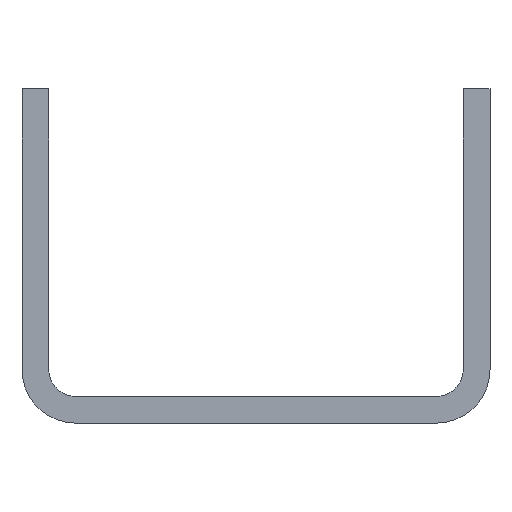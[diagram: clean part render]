
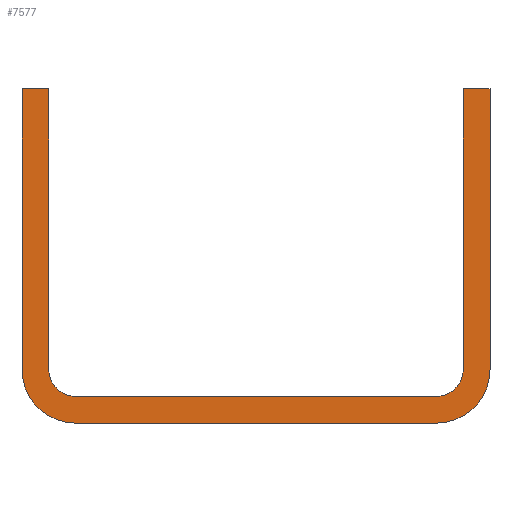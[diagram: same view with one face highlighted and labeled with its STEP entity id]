
A CAD part, front view. The second image highlights one B-rep face of the part: STEP entity #7577.
In plain terms, the highlighted planar face has unit normal (0, -1, 0).
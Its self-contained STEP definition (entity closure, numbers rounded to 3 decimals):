
#2=DIRECTION('',(0.,0.,-1.));
#3=VECTOR('',#2,42.);
#4=CARTESIAN_POINT('',(35.,0.,25.));
#5=LINE('',#4,#3);
#6=CARTESIAN_POINT('',(27.,0.,-17.));
#7=DIRECTION('',(0.,1.,0.));
#8=DIRECTION('',(1.,0.,0.));
#9=AXIS2_PLACEMENT_3D('',#6,#7,#8);
#11=DIRECTION('',(-1.,0.,0.));
#12=VECTOR('',#11,54.);
#13=CARTESIAN_POINT('',(27.,0.,-25.));
#14=LINE('',#13,#12);
#15=CARTESIAN_POINT('',(-27.,0.,-17.));
#16=DIRECTION('',(0.,1.,0.));
#17=DIRECTION('',(0.,0.,-1.));
#18=AXIS2_PLACEMENT_3D('',#15,#16,#17);
#20=DIRECTION('',(0.,0.,1.));
#21=VECTOR('',#20,42.);
#22=CARTESIAN_POINT('',(-35.,0.,-17.));
#23=LINE('',#22,#21);
#24=DIRECTION('',(1.,0.,0.));
#25=VECTOR('',#24,4.);
#26=CARTESIAN_POINT('',(-35.,0.,25.));
#27=LINE('',#26,#25);
#28=DIRECTION('',(0.,0.,-1.));
#29=VECTOR('',#28,42.);
#30=CARTESIAN_POINT('',(-31.,0.,25.));
#31=LINE('',#30,#29);
#32=CARTESIAN_POINT('',(-27.,0.,-17.));
#33=DIRECTION('',(0.,-1.,0.));
#34=DIRECTION('',(-1.,0.,0.));
#35=AXIS2_PLACEMENT_3D('',#32,#33,#34);
#37=DIRECTION('',(1.,0.,0.));
#38=VECTOR('',#37,54.);
#39=CARTESIAN_POINT('',(-27.,0.,-21.));
#40=LINE('',#39,#38);
#41=CARTESIAN_POINT('',(27.,0.,-17.));
#42=DIRECTION('',(0.,-1.,0.));
#43=DIRECTION('',(0.,0.,-1.));
#44=AXIS2_PLACEMENT_3D('',#41,#42,#43);
#46=DIRECTION('',(0.,0.,1.));
#47=VECTOR('',#46,42.);
#48=CARTESIAN_POINT('',(31.,0.,-17.));
#49=LINE('',#48,#47);
#50=DIRECTION('',(1.,0.,0.));
#51=VECTOR('',#50,4.);
#52=CARTESIAN_POINT('',(31.,0.,25.));
#53=LINE('',#52,#51);
#5770=CARTESIAN_POINT('',(35.,0.,25.));
#5771=CARTESIAN_POINT('',(35.,0.,-17.));
#5772=VERTEX_POINT('',#5770);
#5773=VERTEX_POINT('',#5771);
#5774=CARTESIAN_POINT('',(27.,0.,-25.));
#5775=VERTEX_POINT('',#5774);
#5776=CARTESIAN_POINT('',(-27.,0.,-25.));
#5777=VERTEX_POINT('',#5776);
#5778=CARTESIAN_POINT('',(-35.,0.,-17.));
#5779=VERTEX_POINT('',#5778);
#5780=CARTESIAN_POINT('',(-35.,0.,25.));
#5781=VERTEX_POINT('',#5780);
#5782=CARTESIAN_POINT('',(-31.,0.,25.));
#5783=VERTEX_POINT('',#5782);
#5784=CARTESIAN_POINT('',(-31.,0.,-17.));
#5785=VERTEX_POINT('',#5784);
#5786=CARTESIAN_POINT('',(-27.,0.,-21.));
#5787=VERTEX_POINT('',#5786);
#5788=CARTESIAN_POINT('',(27.,0.,-21.));
#5789=VERTEX_POINT('',#5788);
#5790=CARTESIAN_POINT('',(31.,0.,-17.));
#5791=VERTEX_POINT('',#5790);
#5792=CARTESIAN_POINT('',(31.,0.,25.));
#5793=VERTEX_POINT('',#5792);
#7546=CARTESIAN_POINT('',(0.,0.,0.));
#7547=DIRECTION('',(0.,1.,0.));
#7548=DIRECTION('',(1.,0.,0.));
#7549=AXIS2_PLACEMENT_3D('',#7546,#7547,#7548);
#7550=PLANE('',#7549);
#7552=ORIENTED_EDGE('',*,*,#7551,.T.);
#7554=ORIENTED_EDGE('',*,*,#7553,.T.);
#7556=ORIENTED_EDGE('',*,*,#7555,.T.);
#7558=ORIENTED_EDGE('',*,*,#7557,.T.);
#7560=ORIENTED_EDGE('',*,*,#7559,.T.);
#7562=ORIENTED_EDGE('',*,*,#7561,.T.);
#7564=ORIENTED_EDGE('',*,*,#7563,.T.);
#7566=ORIENTED_EDGE('',*,*,#7565,.T.);
#7568=ORIENTED_EDGE('',*,*,#7567,.T.);
#7570=ORIENTED_EDGE('',*,*,#7569,.T.);
#7572=ORIENTED_EDGE('',*,*,#7571,.T.);
#7574=ORIENTED_EDGE('',*,*,#7573,.T.);
#7575=EDGE_LOOP('',(#7552,#7554,#7556,#7558,#7560,#7562,#7564,#7566,#7568,#7570,
#7572,#7574));
#7576=FACE_OUTER_BOUND('',#7575,.F.);
#7577=ADVANCED_FACE('',(#7576),#7550,.F.);
#10=CIRCLE('',#9,8.);
#19=CIRCLE('',#18,8.);
#36=CIRCLE('',#35,4.);
#45=CIRCLE('',#44,4.);
#7551=EDGE_CURVE('',#5772,#5773,#5,.T.);
#7553=EDGE_CURVE('',#5773,#5775,#10,.T.);
#7555=EDGE_CURVE('',#5775,#5777,#14,.T.);
#7557=EDGE_CURVE('',#5777,#5779,#19,.T.);
#7559=EDGE_CURVE('',#5779,#5781,#23,.T.);
#7561=EDGE_CURVE('',#5781,#5783,#27,.T.);
#7563=EDGE_CURVE('',#5783,#5785,#31,.T.);
#7565=EDGE_CURVE('',#5785,#5787,#36,.T.);
#7567=EDGE_CURVE('',#5787,#5789,#40,.T.);
#7569=EDGE_CURVE('',#5789,#5791,#45,.T.);
#7571=EDGE_CURVE('',#5791,#5793,#49,.T.);
#7573=EDGE_CURVE('',#5793,#5772,#53,.T.);
